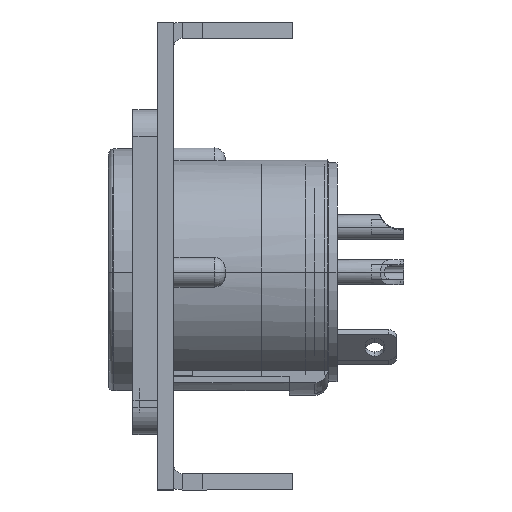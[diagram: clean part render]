
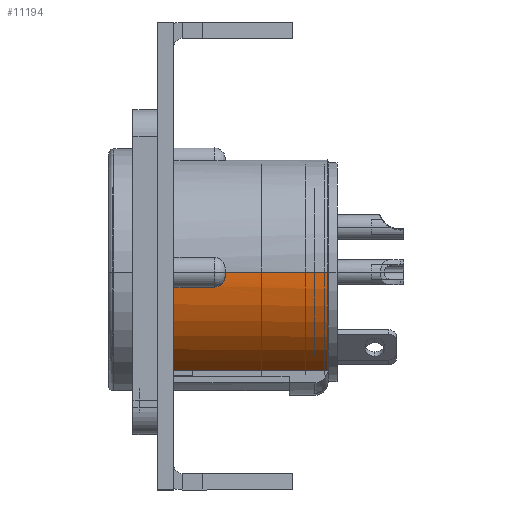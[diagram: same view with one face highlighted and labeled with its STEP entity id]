
A CAD part, left-side view. The second image highlights one B-rep face of the part: STEP entity #11194.
In plain terms, the highlighted cylindrical face has radius 10.541 mm (diameter 21.082 mm), a partial arc.
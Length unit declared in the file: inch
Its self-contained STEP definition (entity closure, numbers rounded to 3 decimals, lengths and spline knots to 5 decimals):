
#540 = DIRECTION ( 'NONE',  ( 0., 0., 1. ) ) ;
#860 = AXIS2_PLACEMENT_3D ( 'NONE', #18185, #23848, #6689 ) ;
#1123 = ORIENTED_EDGE ( 'NONE', *, *, #22695, .T. ) ;
#1135 = DIRECTION ( 'NONE',  ( -1., 0., 0. ) ) ;
#2861 = VERTEX_POINT ( 'NONE', #17305 ) ;
#3342 = VERTEX_POINT ( 'NONE', #17290 ) ;
#4112 = CARTESIAN_POINT ( 'NONE',  ( 0.199, -0.36418, -1.03823 ) ) ;
#4721 = CARTESIAN_POINT ( 'NONE',  ( 0.41374, -0.03271, -0.24568 ) ) ;
#6176 = CARTESIAN_POINT ( 'NONE',  ( 0.415, 0., -0.63 ) ) ;
#6655 = CIRCLE ( 'NONE', #13769, 0.415 ) ;
#6689 = DIRECTION ( 'NONE',  ( 1., 0., 0. ) ) ;
#6702 = CARTESIAN_POINT ( 'NONE',  ( 0.4125, -0.04565, -0.23555 ) ) ;
#6713 = LINE ( 'NONE', #6176, #16334 ) ;
#7300 = VERTEX_POINT ( 'NONE', #18812 ) ;
#8546 = B_SPLINE_CURVE_WITH_KNOTS ( 'NONE', 3,
 ( #12413, #23865, #16286, #4721, #18204, #6702, #20142, #8676, #22049, #10571 ),
 .UNSPECIFIED., .F., .F.,
 ( 4, 2, 2, 2, 4 ),
 ( 0., 0.00042, 0.00083, 0.00125, 0.00167 ),
 .UNSPECIFIED. ) ;
#8676 = CARTESIAN_POINT ( 'NONE',  ( 0.41155, -0.05343, -0.22105 ) ) ;
#8837 = EDGE_CURVE ( 'NONE', #23313, #7300, #6655, .T. ) ;
#9522 = AXIS2_PLACEMENT_3D ( 'NONE', #24195, #12730, #1135 ) ;
#9769 = FACE_OUTER_BOUND ( 'NONE', #9904, .T. ) ;
#9807 = DIRECTION ( 'NONE',  ( 0., 0., 1. ) ) ;
#9904 = EDGE_LOOP ( 'NONE', ( #15009, #12337, #13510, #10242, #1123, #23400, #19547 ) ) ;
#10242 = ORIENTED_EDGE ( 'NONE', *, *, #15736, .T. ) ;
#10571 = CARTESIAN_POINT ( 'NONE',  ( 0.41139, -0.05463, -0.21 ) ) ;
#10980 = VECTOR ( 'NONE', #23337, 39.37008 ) ;
#11194 = ADVANCED_FACE ( 'NONE', ( #9769 ), #19379, .T. ) ;
#12125 = CARTESIAN_POINT ( 'NONE',  ( 0., 0., -0.62899 ) ) ;
#12187 = EDGE_CURVE ( 'NONE', #18056, #7300, #16120, .T. ) ;
#12337 = ORIENTED_EDGE ( 'NONE', *, *, #14127, .T. ) ;
#12413 = CARTESIAN_POINT ( 'NONE',  ( 0.41485, -0.01132, -0.25 ) ) ;
#12730 = DIRECTION ( 'NONE',  ( 0., 0., 1. ) ) ;
#13071 = CARTESIAN_POINT ( 'NONE',  ( 0.41139, -0.05463, 0. ) ) ;
#13469 = VECTOR ( 'NONE', #9807, 39.37008 ) ;
#13510 = ORIENTED_EDGE ( 'NONE', *, *, #16237, .F. ) ;
#13542 = CARTESIAN_POINT ( 'NONE',  ( 0.199, -0.36418, -0.62899 ) ) ;
#13769 = AXIS2_PLACEMENT_3D ( 'NONE', #19076, #18934, #18904 ) ;
#14063 = DIRECTION ( 'NONE',  ( 1., 0., 0. ) ) ;
#14127 = EDGE_CURVE ( 'NONE', #3342, #15864, #6713, .T. ) ;
#15009 = ORIENTED_EDGE ( 'NONE', *, *, #18136, .T. ) ;
#15507 = CARTESIAN_POINT ( 'NONE',  ( 0.41139, -0.05463, -0.25 ) ) ;
#15736 = EDGE_CURVE ( 'NONE', #2861, #19892, #8546, .T. ) ;
#15864 = VERTEX_POINT ( 'NONE', #24117 ) ;
#16120 = LINE ( 'NONE', #4112, #10980 ) ;
#16160 = AXIS2_PLACEMENT_3D ( 'NONE', #12125, #540, #14063 ) ;
#16237 = EDGE_CURVE ( 'NONE', #2861, #15864, #17244, .T. ) ;
#16286 = CARTESIAN_POINT ( 'NONE',  ( 0.41443, -0.02231, -0.24928 ) ) ;
#16334 = VECTOR ( 'NONE', #17691, 39.37008 ) ;
#17244 = CIRCLE ( 'NONE', #9522, 0.415 ) ;
#17290 = CARTESIAN_POINT ( 'NONE',  ( 0.415, 0., -0.62899 ) ) ;
#17305 = CARTESIAN_POINT ( 'NONE',  ( 0.41485, -0.01132, -0.25 ) ) ;
#17691 = DIRECTION ( 'NONE',  ( 0., 0., 1. ) ) ;
#18056 = VERTEX_POINT ( 'NONE', #13542 ) ;
#18136 = EDGE_CURVE ( 'NONE', #18056, #3342, #22573, .T. ) ;
#18185 = CARTESIAN_POINT ( 'NONE',  ( 0., 0., -0.63 ) ) ;
#18204 = CARTESIAN_POINT ( 'NONE',  ( 0.41332, -0.03749, -0.24289 ) ) ;
#18586 = LINE ( 'NONE', #15507, #13469 ) ;
#18812 = CARTESIAN_POINT ( 'NONE',  ( 0.199, -0.36418, 0. ) ) ;
#18904 = DIRECTION ( 'NONE',  ( 1., 0., 0. ) ) ;
#18934 = DIRECTION ( 'NONE',  ( 0., 0., -1. ) ) ;
#19076 = CARTESIAN_POINT ( 'NONE',  ( 0., 0., 0. ) ) ;
#19379 = CYLINDRICAL_SURFACE ( 'NONE', #860, 0.415 ) ;
#19547 = ORIENTED_EDGE ( 'NONE', *, *, #12187, .F. ) ;
#19892 = VERTEX_POINT ( 'NONE', #24206 ) ;
#20142 = CARTESIAN_POINT ( 'NONE',  ( 0.41211, -0.04895, -0.23102 ) ) ;
#22049 = CARTESIAN_POINT ( 'NONE',  ( 0.41139, -0.05463, -0.21555 ) ) ;
#22573 = CIRCLE ( 'NONE', #16160, 0.415 ) ;
#22695 = EDGE_CURVE ( 'NONE', #19892, #23313, #18586, .T. ) ;
#23313 = VERTEX_POINT ( 'NONE', #13071 ) ;
#23337 = DIRECTION ( 'NONE',  ( 0., 0., 1. ) ) ;
#23400 = ORIENTED_EDGE ( 'NONE', *, *, #8837, .T. ) ;
#23848 = DIRECTION ( 'NONE',  ( 0., 0., 1. ) ) ;
#23865 = CARTESIAN_POINT ( 'NONE',  ( 0.41469, -0.01684, -0.25 ) ) ;
#24117 = CARTESIAN_POINT ( 'NONE',  ( 0.415, 0., -0.25 ) ) ;
#24195 = CARTESIAN_POINT ( 'NONE',  ( 0., 0., -0.25 ) ) ;
#24206 = CARTESIAN_POINT ( 'NONE',  ( 0.41139, -0.05463, -0.21 ) ) ;
